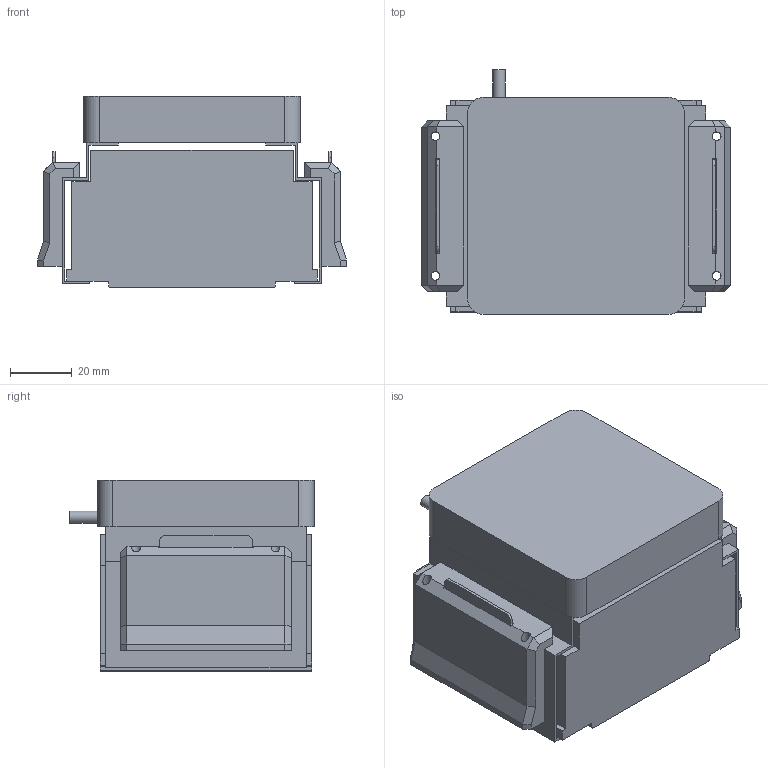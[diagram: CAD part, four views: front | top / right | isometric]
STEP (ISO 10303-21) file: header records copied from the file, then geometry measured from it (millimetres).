
FILE_DESCRIPTION(/* description */ ('STEP AP214'),/* implementation_level */ '2;1');
FILE_NAME(/* name */ '649184cfaada8602d7451c64',/* time_stamp */ '2023-06-20T10:52:00Z',/* author */ (''),/* organization */ (''),/* preprocessor_version */ 'ST-DEVELOPER v19.4',/* originating_system */ ' ',/* authorisation */ ' ');
FILE_SCHEMA (('AUTOMOTIVE_DESIGN {1 0 10303 214 3 1 1}'));
Length unit declared in the file: metre
Products named in the file (6): heatsink; edge rail 1; edge rail 2; fan; clamp 1; Part 6
Bounding box: 99.8 x 79 x 61.9 mm (x, y, z)
Volume: 327295.5 mm3; surface area: 68878.5 mm2
Topology: 6 solids, 6 shells, 146 faces, 415 edges, 270 vertices
Faces by surface type: plane 125, cylinder 21
Full cylindrical faces by diameter (mm): 2.8 x4, 3.884 x1
Entity records: 4794 total; most frequent: CARTESIAN_POINT 824, ORIENTED_EDGE 812, DIRECTION 756, EDGE_CURVE 406, LINE 360, VECTOR 360, VERTEX_POINT 266, AXIS2_PLACEMENT_3D 198
